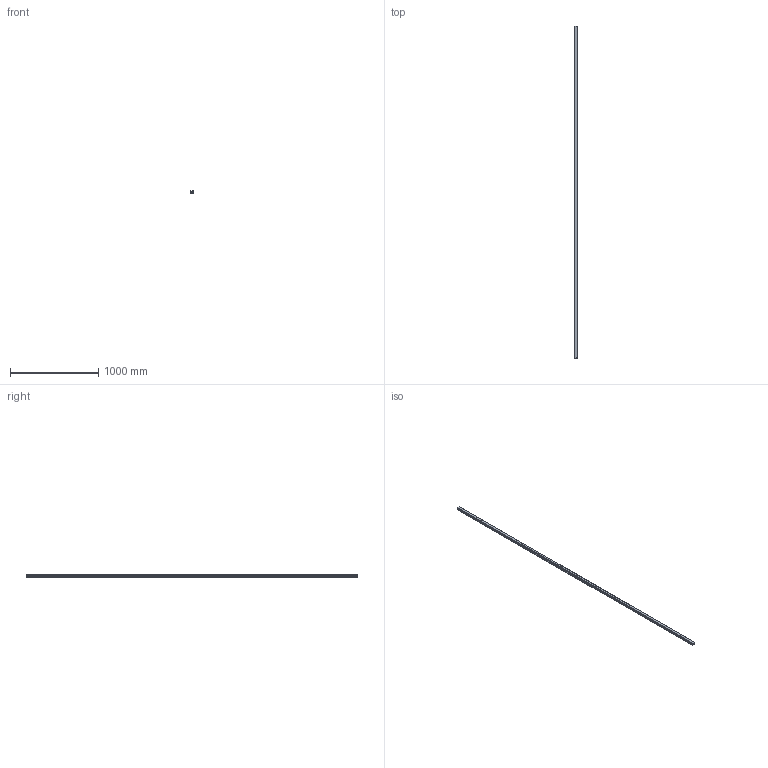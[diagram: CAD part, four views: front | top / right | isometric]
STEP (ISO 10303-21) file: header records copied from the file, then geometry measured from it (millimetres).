
FILE_DESCRIPTION(('STEP AP214'),'1');
FILE_NAME('cctmp_EE291429-DAC6-4651-B776-8682536EBEA0_2021_01_28_11_40_04_0990..stp','2021-01-28T10:40:05',('HIWIN GmbH'),('CADClick - www.CADClick.com'),'Spatial InterOp 3D',' ','unknown authorization');
FILE_SCHEMA(('AUTOMOTIVE_DESIGN'));
Length unit declared in the file: millimetre
Products named in the file (1): HGR35T3770C_FILE
Bounding box: 34 x 3770 x 29 mm (x, y, z)
Volume: 3179963.9 mm3; surface area: 510173.2 mm2
Topology: 1 solids, 1 shells, 303 faces, 797 edges, 453 vertices
Faces by surface type: cylinder 116, cone 94, plane 93
Entity records: 11041 total; most frequent: DIRECTION 1543, CARTESIAN_POINT 1460, ORIENTED_EDGE 1406, EDGE_CURVE 703, AXIS2_PLACEMENT_3D 536, LINE 471, VECTOR 471, VERTEX_POINT 453
